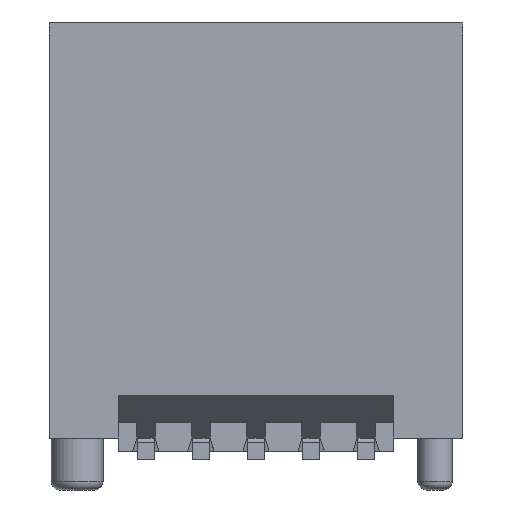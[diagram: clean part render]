
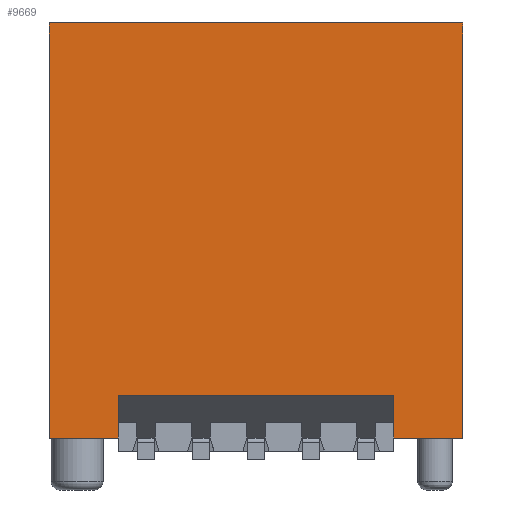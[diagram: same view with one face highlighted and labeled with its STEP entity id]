
A CAD part, front view. The second image highlights one B-rep face of the part: STEP entity #9669.
In plain terms, the highlighted planar face has unit normal (0, -1, 0).
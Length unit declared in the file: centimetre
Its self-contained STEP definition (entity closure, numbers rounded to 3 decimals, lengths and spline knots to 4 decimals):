
#435=FACE_OUTER_BOUND('',#959,.T.);
#959=EDGE_LOOP('',(#7334,#7335,#7336,#7337,#7338,#7339,#7340,#7341));
#1501=LINE('',#13539,#2747);
#1509=LINE('',#13556,#2755);
#1536=LINE('',#13610,#2782);
#1566=LINE('',#13669,#2812);
#1572=LINE('',#13679,#2818);
#1947=LINE('',#14441,#3193);
#1952=LINE('',#14450,#3198);
#1953=LINE('',#14451,#3199);
#2747=VECTOR('',#11075,0.16);
#2755=VECTOR('',#11085,0.16);
#2782=VECTOR('',#11116,0.0971);
#2812=VECTOR('',#11152,0.0971);
#2818=VECTOR('',#11164,0.635);
#3193=VECTOR('',#11889,0.96);
#3198=VECTOR('',#11896,0.955);
#3199=VECTOR('',#11897,0.96);
#3906=VERTEX_POINT('',#13536);
#3907=VERTEX_POINT('',#13538);
#3914=VERTEX_POINT('',#13553);
#3915=VERTEX_POINT('',#13555);
#3940=VERTEX_POINT('',#13608);
#3966=VERTEX_POINT('',#13668);
#4179=VERTEX_POINT('',#14439);
#4182=VERTEX_POINT('',#14449);
#4829=EDGE_CURVE('',#3907,#3906,#1501,.T.);
#4837=EDGE_CURVE('',#3915,#3914,#1509,.T.);
#4864=EDGE_CURVE('',#3940,#3906,#1536,.T.);
#4894=EDGE_CURVE('',#3966,#3915,#1566,.T.);
#4900=EDGE_CURVE('',#3966,#3940,#1572,.T.);
#5283=EDGE_CURVE('',#3914,#4179,#1947,.T.);
#5288=EDGE_CURVE('',#4179,#4182,#1952,.T.);
#5289=EDGE_CURVE('',#3907,#4182,#1953,.T.);
#7334=ORIENTED_EDGE('',*,*,#5288,.T.);
#7335=ORIENTED_EDGE('',*,*,#5289,.F.);
#7336=ORIENTED_EDGE('',*,*,#4829,.T.);
#7337=ORIENTED_EDGE('',*,*,#4864,.F.);
#7338=ORIENTED_EDGE('',*,*,#4900,.F.);
#7339=ORIENTED_EDGE('',*,*,#4894,.T.);
#7340=ORIENTED_EDGE('',*,*,#4837,.T.);
#7341=ORIENTED_EDGE('',*,*,#5283,.T.);
#8656=PLANE('',#10217);
#9669=ADVANCED_FACE('',(#435),#8656,.F.);
#10217=AXIS2_PLACEMENT_3D('',#14448,#11894,#11895);
#11075=DIRECTION('',(1.,0.,0.));
#11085=DIRECTION('',(1.,0.,0.));
#11116=DIRECTION('',(0.,0.,-1.));
#11152=DIRECTION('',(0.,0.,-1.));
#11164=DIRECTION('',(-1.,0.,0.));
#11889=DIRECTION('',(0.,0.,1.));
#11894=DIRECTION('center_axis',(0.,1.,0.));
#11895=DIRECTION('ref_axis',(1.,0.,0.));
#11896=DIRECTION('',(-1.,0.,0.));
#11897=DIRECTION('',(0.,0.,1.));
#13536=CARTESIAN_POINT('',(-0.2765,-0.2864,0.));
#13538=CARTESIAN_POINT('',(-0.4365,-0.2864,0.));
#13539=CARTESIAN_POINT('',(-0.4365,-0.2864,0.));
#13553=CARTESIAN_POINT('',(0.5185,-0.2864,0.));
#13555=CARTESIAN_POINT('',(0.3585,-0.2864,0.));
#13556=CARTESIAN_POINT('',(-0.4365,-0.2864,0.));
#13608=CARTESIAN_POINT('',(-0.2765,-0.2864,0.0971));
#13610=CARTESIAN_POINT('',(-0.2765,-0.2864,0.0971));
#13668=CARTESIAN_POINT('',(0.3585,-0.2864,0.0971));
#13669=CARTESIAN_POINT('',(0.3585,-0.2864,0.0971));
#13679=CARTESIAN_POINT('',(0.3585,-0.2864,0.0971));
#14439=CARTESIAN_POINT('',(0.5185,-0.2864,0.96));
#14441=CARTESIAN_POINT('',(0.5185,-0.2864,0.41));
#14448=CARTESIAN_POINT('Origin',(0.5185,-0.2864,0.41));
#14449=CARTESIAN_POINT('',(-0.4365,-0.2864,0.96));
#14450=CARTESIAN_POINT('',(0.5185,-0.2864,0.96));
#14451=CARTESIAN_POINT('',(-0.4365,-0.2864,0.41));
